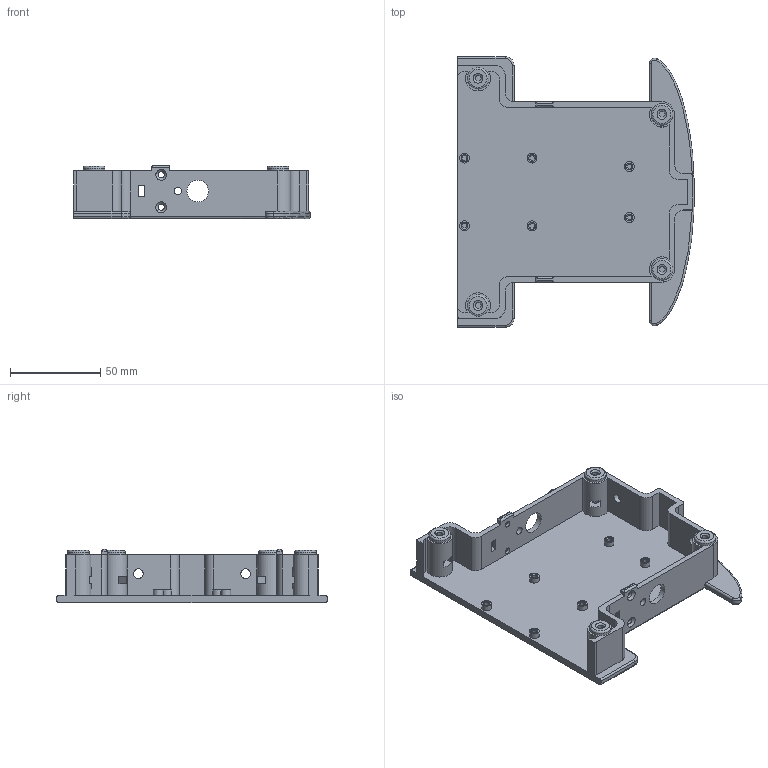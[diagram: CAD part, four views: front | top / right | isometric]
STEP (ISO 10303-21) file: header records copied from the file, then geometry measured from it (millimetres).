
FILE_DESCRIPTION(/* description */ (''),/* implementation_level */ '2;1');
FILE_NAME(/* name */ '5f6781a3ad068c120b751580',/* time_stamp */ '2020-09-20T16:21:56+00:00',/* author */ (''),/* organization */ (''),/* preprocessor_version */ 'ST-DEVELOPER v16.7',/* originating_system */ $,/* authorisation */ $);
FILE_SCHEMA (('AUTOMOTIVE_DESIGN {1 0 10303 214 3 1 1}'));
Length unit declared in the file: metre
Products named in the file (1): openbot_bottom_A
Bounding box: 131.31 x 150 x 29.5 mm (x, y, z)
Volume: 96007.3 mm3; surface area: 52912 mm2
Topology: 1 solids, 1 shells, 225 faces, 564 edges, 365 vertices
Faces by surface type: plane 112, cylinder 84, torus 22, cone 4, bspline 3
Full cylindrical faces by diameter (mm): 2.8 x6, 3.4 x12, 4.2 x2, 5.4 x8, 12 x6
Entity records: 6708 total; most frequent: CARTESIAN_POINT 1408, DIRECTION 1121, ORIENTED_EDGE 988, EDGE_CURVE 494, AXIS2_PLACEMENT_3D 415, VERTEX_POINT 347, EDGE_LOOP 333, FACE_BOUND 333
